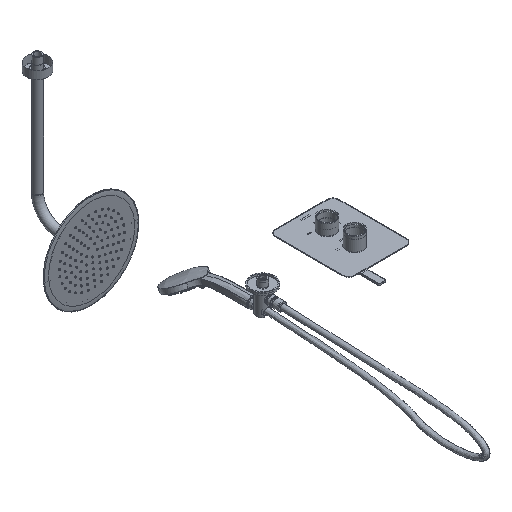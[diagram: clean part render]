
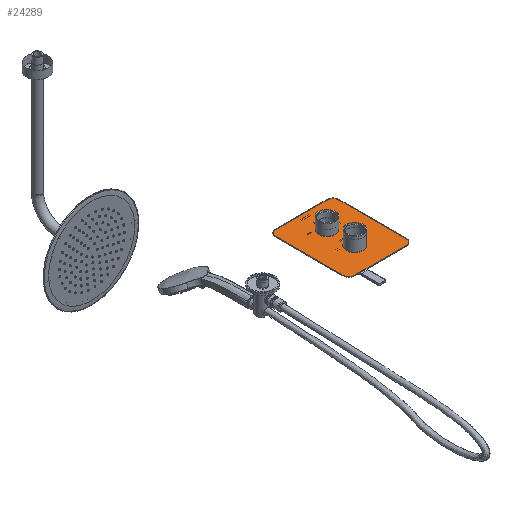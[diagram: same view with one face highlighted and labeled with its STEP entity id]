
A CAD part, isometric view. The second image highlights one B-rep face of the part: STEP entity #24289.
In plain terms, the highlighted planar face has unit normal (0, 0, 1).
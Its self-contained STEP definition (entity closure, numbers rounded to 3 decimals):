
#169 = EDGE_LOOP ( 'NONE', ( #26710, #39891, #4271, #16677, #21639, #9736, #7269, #22819 ) ) ;
#191 = VERTEX_POINT ( 'NONE', #40608 ) ;
#233 = CIRCLE ( 'NONE', #21187, 15. ) ;
#1281 = VERTEX_POINT ( 'NONE', #24385 ) ;
#1559 = DIRECTION ( 'NONE',  ( 1., 0., 0. ) ) ;
#1671 = EDGE_LOOP ( 'NONE', ( #6390 ) ) ;
#2455 = CARTESIAN_POINT ( 'NONE',  ( 43., -13., 85.229 ) ) ;
#3081 = VECTOR ( 'NONE', #36762, 1000. ) ;
#3621 = VERTEX_POINT ( 'NONE', #35977 ) ;
#3755 = VERTEX_POINT ( 'NONE', #35505 ) ;
#4271 = ORIENTED_EDGE ( 'NONE', *, *, #17787, .T. ) ;
#4573 = EDGE_LOOP ( 'NONE', ( #24383 ) ) ;
#4664 = DIRECTION ( 'NONE',  ( 0., 0., 1. ) ) ;
#5277 = PLANE ( 'NONE',  #35474 ) ;
#5914 = CARTESIAN_POINT ( 'NONE',  ( -102., -13., 85.229 ) ) ;
#6390 = ORIENTED_EDGE ( 'NONE', *, *, #13817, .F. ) ;
#6858 = VERTEX_POINT ( 'NONE', #21910 ) ;
#7269 = ORIENTED_EDGE ( 'NONE', *, *, #36351, .T. ) ;
#7667 = CARTESIAN_POINT ( 'NONE',  ( 28., -13., 85.229 ) ) ;
#8374 = CARTESIAN_POINT ( 'NONE',  ( 28., 172., 85.229 ) ) ;
#8971 = EDGE_CURVE ( 'NONE', #3621, #11893, #19810, .T. ) ;
#9736 = ORIENTED_EDGE ( 'NONE', *, *, #36435, .T. ) ;
#10006 = VERTEX_POINT ( 'NONE', #8374 ) ;
#11145 = CARTESIAN_POINT ( 'NONE',  ( -117., 157., 85.229 ) ) ;
#11465 = CARTESIAN_POINT ( 'NONE',  ( -37., 37., 85.229 ) ) ;
#11491 = VERTEX_POINT ( 'NONE', #2455 ) ;
#11667 = CARTESIAN_POINT ( 'NONE',  ( 28., 157., 85.229 ) ) ;
#11676 = CARTESIAN_POINT ( 'NONE',  ( -117., -13., 85.229 ) ) ;
#11893 = VERTEX_POINT ( 'NONE', #11145 ) ;
#12090 = EDGE_CURVE ( 'NONE', #30600, #191, #233, .T. ) ;
#12219 = DIRECTION ( 'NONE',  ( 0., 0., 1. ) ) ;
#13817 = EDGE_CURVE ( 'NONE', #3755, #3755, #14462, .T. ) ;
#14056 = DIRECTION ( 'NONE',  ( 0., 0., 1. ) ) ;
#14462 = CIRCLE ( 'NONE', #29442, 21.25 ) ;
#15968 = DIRECTION ( 'NONE',  ( 0., 0., 1. ) ) ;
#16077 = EDGE_CURVE ( 'NONE', #6858, #6858, #35871, .T. ) ;
#16677 = ORIENTED_EDGE ( 'NONE', *, *, #36212, .T. ) ;
#17027 = EDGE_CURVE ( 'NONE', #11893, #30600, #30563, .T. ) ;
#17407 = DIRECTION ( 'NONE',  ( 1., 0., 0. ) ) ;
#17787 = EDGE_CURVE ( 'NONE', #191, #38216, #42654, .T. ) ;
#18665 = AXIS2_PLACEMENT_3D ( 'NONE', #11667, #38659, #28615 ) ;
#18860 = CARTESIAN_POINT ( 'NONE',  ( -37., 107., 85.229 ) ) ;
#19810 = CIRCLE ( 'NONE', #24512, 15. ) ;
#20510 = VECTOR ( 'NONE', #31541, 1000. ) ;
#21187 = AXIS2_PLACEMENT_3D ( 'NONE', #5914, #15968, #32781 ) ;
#21580 = CIRCLE ( 'NONE', #18665, 15. ) ;
#21639 = ORIENTED_EDGE ( 'NONE', *, *, #32412, .T. ) ;
#21661 = DIRECTION ( 'NONE',  ( -1., 0., 0. ) ) ;
#21910 = CARTESIAN_POINT ( 'NONE',  ( -15.75, 107., 85.229 ) ) ;
#22285 = DIRECTION ( 'NONE',  ( 1., 0., 0. ) ) ;
#22819 = ORIENTED_EDGE ( 'NONE', *, *, #8971, .T. ) ;
#24289 = ADVANCED_FACE ( 'NONE', ( #36041, #32364, #31328 ), #5277, .T. ) ;
#24383 = ORIENTED_EDGE ( 'NONE', *, *, #16077, .F. ) ;
#24385 = CARTESIAN_POINT ( 'NONE',  ( 43., 157., 85.229 ) ) ;
#24512 = AXIS2_PLACEMENT_3D ( 'NONE', #35063, #38608, #1559 ) ;
#24732 = VECTOR ( 'NONE', #21661, 1000. ) ;
#26331 = DIRECTION ( 'NONE',  ( 1., 0., 0. ) ) ;
#26710 = ORIENTED_EDGE ( 'NONE', *, *, #17027, .T. ) ;
#26778 = CARTESIAN_POINT ( 'NONE',  ( 28., -28., 85.229 ) ) ;
#28141 = CARTESIAN_POINT ( 'NONE',  ( -117., 172., 85.229 ) ) ;
#28615 = DIRECTION ( 'NONE',  ( 1., 0., 0. ) ) ;
#29442 = AXIS2_PLACEMENT_3D ( 'NONE', #11465, #4664, #35049 ) ;
#30563 = LINE ( 'NONE', #28141, #20510 ) ;
#30600 = VERTEX_POINT ( 'NONE', #11676 ) ;
#31133 = CIRCLE ( 'NONE', #43537, 15. ) ;
#31328 = FACE_OUTER_BOUND ( 'NONE', #169, .T. ) ;
#31541 = DIRECTION ( 'NONE',  ( 0., -1., 0. ) ) ;
#32364 = FACE_BOUND ( 'NONE', #4573, .T. ) ;
#32412 = EDGE_CURVE ( 'NONE', #11491, #1281, #33404, .T. ) ;
#32781 = DIRECTION ( 'NONE',  ( 1., 0., 0. ) ) ;
#33404 = LINE ( 'NONE', #35261, #35545 ) ;
#34625 = AXIS2_PLACEMENT_3D ( 'NONE', #42534, #35319, #22285 ) ;
#35049 = DIRECTION ( 'NONE',  ( 1., 0., 0. ) ) ;
#35063 = CARTESIAN_POINT ( 'NONE',  ( -102., 157., 85.229 ) ) ;
#35261 = CARTESIAN_POINT ( 'NONE',  ( 43., -28., 85.229 ) ) ;
#35319 = DIRECTION ( 'NONE',  ( 0., 0., 1. ) ) ;
#35474 = AXIS2_PLACEMENT_3D ( 'NONE', #18860, #12219, #26331 ) ;
#35505 = CARTESIAN_POINT ( 'NONE',  ( -15.75, 37., 85.229 ) ) ;
#35545 = VECTOR ( 'NONE', #41931, 1000. ) ;
#35871 = CIRCLE ( 'NONE', #34625, 21.25 ) ;
#35977 = CARTESIAN_POINT ( 'NONE',  ( -102., 172., 85.229 ) ) ;
#36041 = FACE_BOUND ( 'NONE', #1671, .T. ) ;
#36212 = EDGE_CURVE ( 'NONE', #38216, #11491, #31133, .T. ) ;
#36351 = EDGE_CURVE ( 'NONE', #10006, #3621, #37990, .T. ) ;
#36435 = EDGE_CURVE ( 'NONE', #1281, #10006, #21580, .T. ) ;
#36762 = DIRECTION ( 'NONE',  ( 1., 0., 0. ) ) ;
#37990 = LINE ( 'NONE', #38794, #24732 ) ;
#38216 = VERTEX_POINT ( 'NONE', #26778 ) ;
#38608 = DIRECTION ( 'NONE',  ( 0., 0., 1. ) ) ;
#38659 = DIRECTION ( 'NONE',  ( 0., 0., 1. ) ) ;
#38794 = CARTESIAN_POINT ( 'NONE',  ( 43., 172., 85.229 ) ) ;
#39855 = CARTESIAN_POINT ( 'NONE',  ( -117., -28., 85.229 ) ) ;
#39891 = ORIENTED_EDGE ( 'NONE', *, *, #12090, .T. ) ;
#40608 = CARTESIAN_POINT ( 'NONE',  ( -102., -28., 85.229 ) ) ;
#41931 = DIRECTION ( 'NONE',  ( 0., 1., 0. ) ) ;
#42534 = CARTESIAN_POINT ( 'NONE',  ( -37., 107., 85.229 ) ) ;
#42654 = LINE ( 'NONE', #39855, #3081 ) ;
#43537 = AXIS2_PLACEMENT_3D ( 'NONE', #7667, #14056, #17407 ) ;
